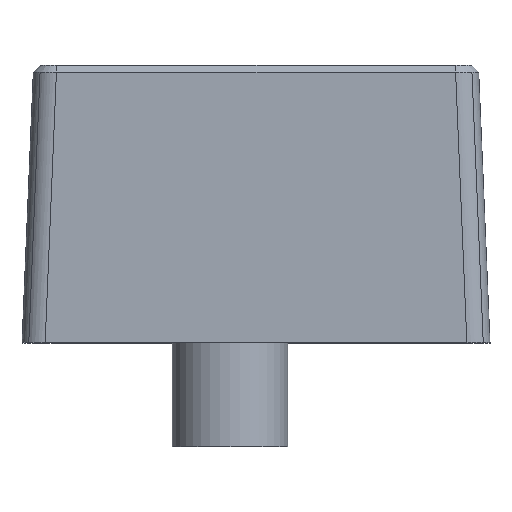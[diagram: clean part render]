
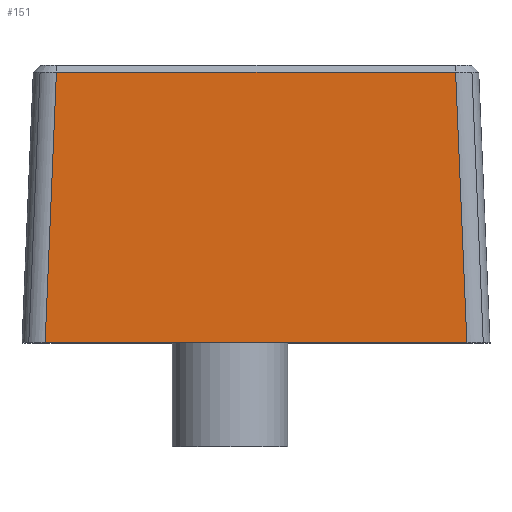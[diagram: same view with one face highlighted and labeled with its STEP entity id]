
A CAD part, top view. The second image highlights one B-rep face of the part: STEP entity #151.
In plain terms, the highlighted planar face has unit normal (0, 0, 1).
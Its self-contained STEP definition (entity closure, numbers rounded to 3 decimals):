
#151=ADVANCED_FACE('',(#323),#324,.F.);
#323=FACE_OUTER_BOUND('',#834,.T.);
#324=PLANE('',#835);
#834=EDGE_LOOP('',(#1634,#1635,#1636,#1637,#1638,#1639));
#835=AXIS2_PLACEMENT_3D('',#1640,#1641,#1642);
#1634=ORIENTED_EDGE('',*,*,#1943,.F.);
#1635=ORIENTED_EDGE('',*,*,#1793,.F.);
#1636=ORIENTED_EDGE('',*,*,#2011,.F.);
#1637=ORIENTED_EDGE('',*,*,#2012,.F.);
#1638=ORIENTED_EDGE('',*,*,#1934,.F.);
#1639=ORIENTED_EDGE('',*,*,#1931,.F.);
#1640=CARTESIAN_POINT('',(10.125,0.0,9.0));
#1641=DIRECTION('',(0.,0.,-1.));
#1642=DIRECTION('',(0.0,-1.,0.));
#1793=EDGE_CURVE('',#2048,#2050,#2051,.T.);
#1931=EDGE_CURVE('',#2286,#2288,#2289,.T.);
#1934=EDGE_CURVE('',#2288,#2281,#2293,.T.);
#1943=EDGE_CURVE('',#2050,#2286,#2307,.T.);
#2011=EDGE_CURVE('',#2412,#2048,#2413,.T.);
#2012=EDGE_CURVE('',#2281,#2412,#2414,.T.);
#2048=VERTEX_POINT('',#2467);
#2050=VERTEX_POINT('',#2469);
#2051=LINE('',#2470,#2471);
#2281=VERTEX_POINT('',#2797);
#2286=VERTEX_POINT('',#2807);
#2288=VERTEX_POINT('',#2810);
#2289=LINE('',#2811,#2812);
#2293=LINE('',#2818,#2819);
#2307=LINE('',#2842,#2843);
#2412=VERTEX_POINT('',#3054);
#2413=LINE('',#3055,#3056);
#2414=LINE('',#3057,#3058);
#2467=CARTESIAN_POINT('',(-9.124,0.0,9.0));
#2469=CARTESIAN_POINT('',(-8.637,11.7,9.));
#2470=CARTESIAN_POINT('',(-9.108,0.38,9.));
#2471=VECTOR('',#3155,10.0);
#2797=CARTESIAN_POINT('',(8.637,11.7,9.));
#2807=CARTESIAN_POINT('',(-8.624,11.7,9.));
#2810=CARTESIAN_POINT('',(8.624,11.7,9.));
#2811=CARTESIAN_POINT('',(5.063,11.7,9.));
#2812=VECTOR('',#3373,10.0);
#2818=CARTESIAN_POINT('',(8.624,11.7,9.));
#2819=VECTOR('',#3376,10.);
#2842=CARTESIAN_POINT('',(-8.637,11.7,9.));
#2843=VECTOR('',#3388,10.);
#3054=CARTESIAN_POINT('',(9.124,0.0,9.0));
#3055=CARTESIAN_POINT('',(10.125,0.0,9.0));
#3056=VECTOR('',#3474,10.0);
#3057=CARTESIAN_POINT('',(9.126,-0.042,9.));
#3058=VECTOR('',#3475,10.0);
#3155=DIRECTION('',(0.042,0.999,0.));
#3373=DIRECTION('',(1.0,0.,0.));
#3376=DIRECTION('',(1.,0.,0.));
#3388=DIRECTION('',(1.,0.,0.));
#3474=DIRECTION('',(-1.0,0.0,0.));
#3475=DIRECTION('',(0.042,-0.999,0.));
